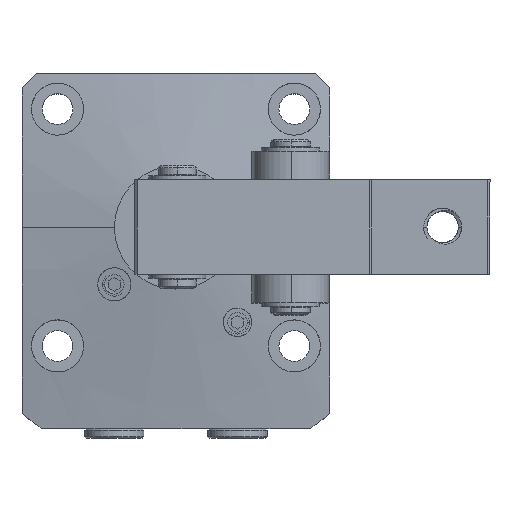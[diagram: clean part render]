
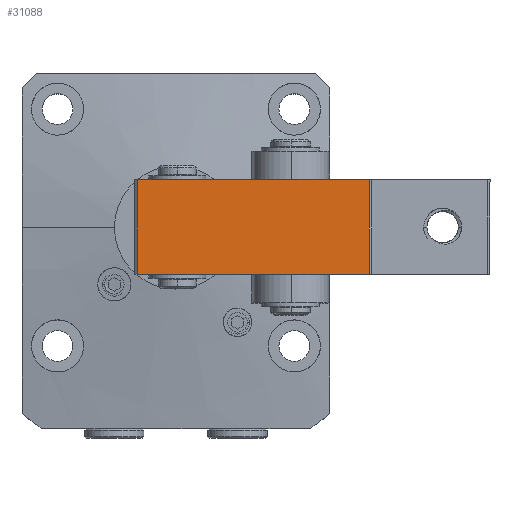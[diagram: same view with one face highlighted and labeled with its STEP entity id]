
A CAD part, top view. The second image highlights one B-rep face of the part: STEP entity #31088.
In plain terms, the highlighted face is planar.
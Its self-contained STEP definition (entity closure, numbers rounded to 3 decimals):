
#1751 = EDGE_CURVE ( 'NONE', #9345, #6529, #7900, .T. ) ;
#3468 = EDGE_CURVE ( 'NONE', #6529, #54211, #48872, .T. ) ;
#6529 = VERTEX_POINT ( 'NONE', #11054 ) ;
#7263 = CARTESIAN_POINT ( 'NONE',  ( 6.33, -6., 17.921 ) ) ;
#7742 = VECTOR ( 'NONE', #12631, 1000. ) ;
#7900 = LINE ( 'NONE', #34469, #35344 ) ;
#8163 = DIRECTION ( 'NONE',  ( -0.124, 0., 0.992 ) ) ;
#9345 = VERTEX_POINT ( 'NONE', #29013 ) ;
#11028 = ORIENTED_EDGE ( 'NONE', *, *, #1751, .T. ) ;
#11054 = CARTESIAN_POINT ( 'NONE',  ( 6.33, 14., 17.921 ) ) ;
#12631 = DIRECTION ( 'NONE',  ( 0.992, 0., 0.124 ) ) ;
#21225 = VECTOR ( 'NONE', #68581, 1000. ) ;
#21812 = CARTESIAN_POINT ( 'NONE',  ( -42.293, -6., 11.856 ) ) ;
#29013 = CARTESIAN_POINT ( 'NONE',  ( 6.33, -6., 17.921 ) ) ;
#30649 = ORIENTED_EDGE ( 'NONE', *, *, #42222, .T. ) ;
#31088 = ADVANCED_FACE ( 'NONE', ( #59425 ), #57069, .T. ) ;
#31198 = ORIENTED_EDGE ( 'NONE', *, *, #3468, .T. ) ;
#34386 = VECTOR ( 'NONE', #48394, 1000. ) ;
#34469 = CARTESIAN_POINT ( 'NONE',  ( 6.33, -6., 17.921 ) ) ;
#34533 = DIRECTION ( 'NONE',  ( 0., 1., 0. ) ) ;
#35314 = VERTEX_POINT ( 'NONE', #21812 ) ;
#35344 = VECTOR ( 'NONE', #34533, 1000. ) ;
#35481 = CARTESIAN_POINT ( 'NONE',  ( 6.33, -6., 17.921 ) ) ;
#42222 = EDGE_CURVE ( 'NONE', #35314, #9345, #65764, .T. ) ;
#46028 = CARTESIAN_POINT ( 'NONE',  ( -42.293, 14., 11.856 ) ) ;
#46450 = DIRECTION ( 'NONE',  ( 0.992, 0., 0.124 ) ) ;
#48394 = DIRECTION ( 'NONE',  ( -0.992, 0., -0.124 ) ) ;
#48426 = AXIS2_PLACEMENT_3D ( 'NONE', #35481, #8163, #46450 ) ;
#48453 = CARTESIAN_POINT ( 'NONE',  ( 6.33, 14., 17.921 ) ) ;
#48872 = LINE ( 'NONE', #48453, #34386 ) ;
#50057 = EDGE_LOOP ( 'NONE', ( #30649, #11028, #31198, #67784 ) ) ;
#54211 = VERTEX_POINT ( 'NONE', #46028 ) ;
#57069 = PLANE ( 'NONE',  #48426 ) ;
#59425 = FACE_OUTER_BOUND ( 'NONE', #50057, .T. ) ;
#61451 = EDGE_CURVE ( 'NONE', #54211, #35314, #62830, .T. ) ;
#62830 = LINE ( 'NONE', #63104, #21225 ) ;
#63104 = CARTESIAN_POINT ( 'NONE',  ( -42.293, -6., 11.856 ) ) ;
#65764 = LINE ( 'NONE', #7263, #7742 ) ;
#67784 = ORIENTED_EDGE ( 'NONE', *, *, #61451, .T. ) ;
#68581 = DIRECTION ( 'NONE',  ( 0., -1., 0. ) ) ;
